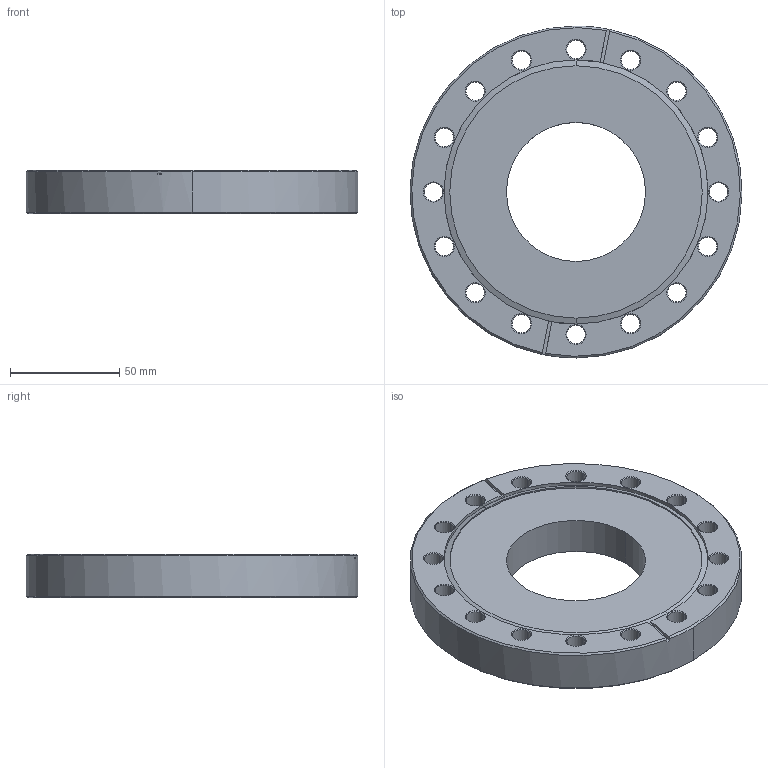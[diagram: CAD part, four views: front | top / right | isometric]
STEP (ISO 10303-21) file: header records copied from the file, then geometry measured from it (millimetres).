
FILE_DESCRIPTION((''),'2;1');
FILE_NAME('150018','2004-04-14T',('Rmunns'),(''),'PRO/ENGINEER BY PARAMETRIC TECHNOLOGY CORPORATION, 2001150','PRO/ENGINEER BY PARAMETRIC TECHNOLOGY CORPORATION, 2001150','');
FILE_SCHEMA(('CONFIG_CONTROL_DESIGN'));
Length unit declared in the file: inch
Products named in the file (1): 150018
Bounding box: 151.64 x 151.64 x 19.81 mm (x, y, z)
Volume: 259387.9 mm3; surface area: 55289.2 mm2
Topology: 1 solids, 9 shells, 167 faces, 394 edges, 238 vertices
Faces by surface type: cylinder 76, cone 72, plane 19
Entity records: 4921 total; most frequent: DIRECTION 946, CARTESIAN_POINT 824, ORIENTED_EDGE 756, EDGE_CURVE 394, AXIS2_PLACEMENT_3D 392, VERTEX_POINT 238, CIRCLE 224, EDGE_LOOP 210
